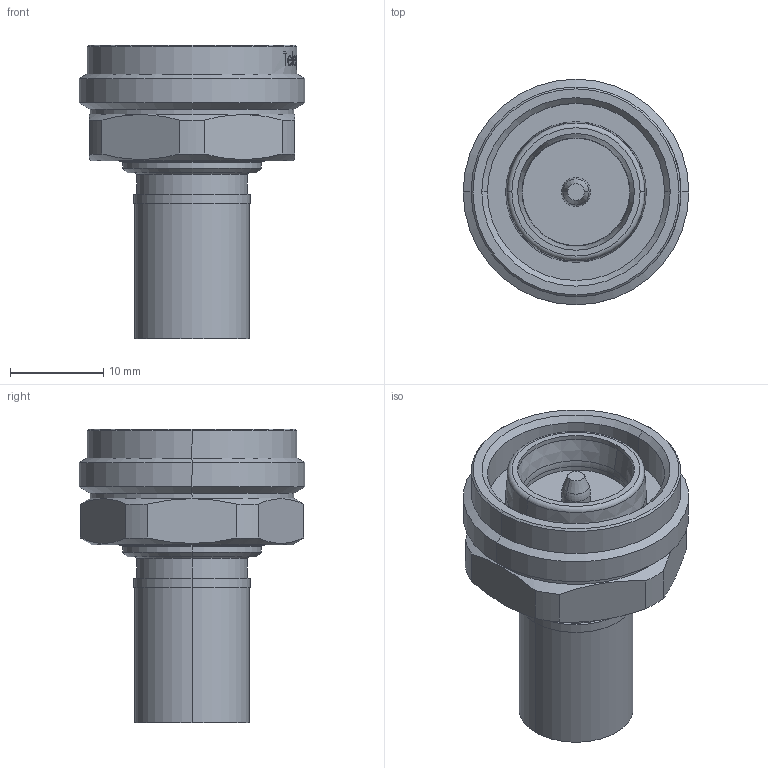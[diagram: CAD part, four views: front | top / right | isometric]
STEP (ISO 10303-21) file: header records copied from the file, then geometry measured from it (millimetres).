
FILE_DESCRIPTION (( 'STEP AP214' ), '1' );
FILE_NAME ('J01440A0039.STEP', '2020-05-26T09:57:23', ( '' ), ( '' ), 'SwSTEP 2.0', 'SolidWorks 2018', '' );
FILE_SCHEMA (( 'AUTOMOTIVE_DESIGN' ));
Length unit declared in the file: millimetre
Products named in the file (1): J01440A0039
Bounding box: 24.2 x 24.2 x 31.5 mm (x, y, z)
Volume: 5671.5 mm3; surface area: 3786.2 mm2
Topology: 1 solids, 1 shells, 267 faces, 659 edges, 424 vertices
Faces by surface type: bspline 83, plane 80, cylinder 60, cone 32, torus 12
Entity records: 17313 total; most frequent: CARTESIAN_POINT 8740, ORIENTED_EDGE 1318, DIRECTION 930, EDGE_CURVE 659, VERTEX_POINT 424, AXIS2_PLACEMENT_3D 373, EDGE_LOOP 297, B_SPLINE_CURVE_WITH_KNOTS 287
